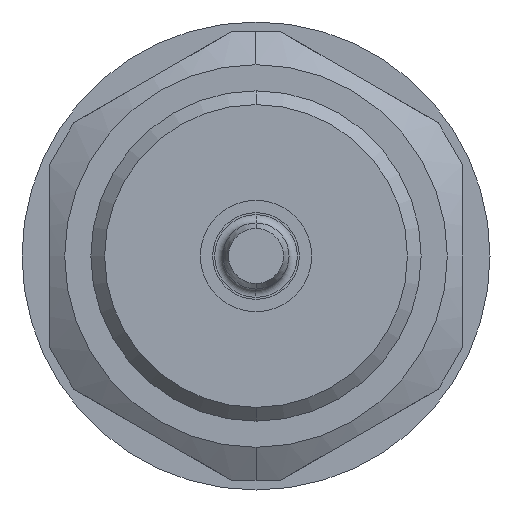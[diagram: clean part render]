
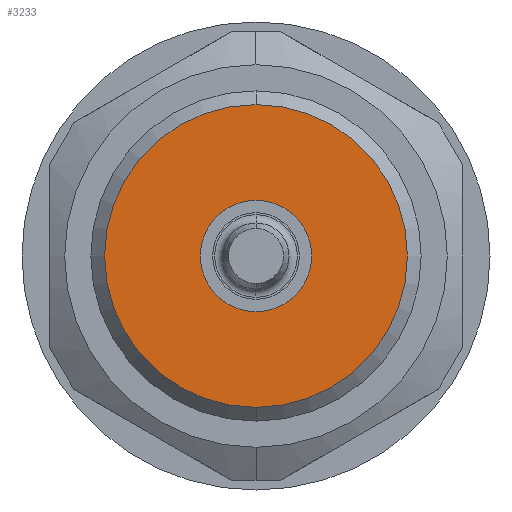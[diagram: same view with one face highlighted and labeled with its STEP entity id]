
A CAD part, front view. The second image highlights one B-rep face of the part: STEP entity #3233.
In plain terms, the highlighted planar face has unit normal (0, -1, 0).
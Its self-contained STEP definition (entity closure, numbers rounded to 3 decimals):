
#30=CARTESIAN_POINT('',(0.,-6.2,0.));
#31=DIRECTION('',(0.,1.,0.));
#32=DIRECTION('',(0.,0.,-1.));
#33=AXIS2_PLACEMENT_3D('',#30,#31,#32);
#35=CARTESIAN_POINT('',(0.,-6.2,0.));
#36=DIRECTION('',(0.,1.,0.));
#37=DIRECTION('',(0.,0.,1.));
#38=AXIS2_PLACEMENT_3D('',#35,#36,#37);
#60=CARTESIAN_POINT('',(0.,-6.2,0.));
#61=DIRECTION('',(0.,1.,0.));
#62=DIRECTION('',(0.,0.,-1.));
#63=AXIS2_PLACEMENT_3D('',#60,#61,#62);
#65=CARTESIAN_POINT('',(0.,-6.2,0.));
#66=DIRECTION('',(0.,1.,0.));
#67=DIRECTION('',(0.,0.,1.));
#68=AXIS2_PLACEMENT_3D('',#65,#66,#67);
#2765=CARTESIAN_POINT('',(0.,-6.2,-5.5));
#2766=CARTESIAN_POINT('',(0.,-6.2,5.5));
#2767=VERTEX_POINT('',#2765);
#2768=VERTEX_POINT('',#2766);
#2797=CARTESIAN_POINT('',(0.,-6.2,-2.025));
#2798=CARTESIAN_POINT('',(0.,-6.2,2.025));
#2799=VERTEX_POINT('',#2797);
#2800=VERTEX_POINT('',#2798);
#3216=CARTESIAN_POINT('',(0.,-6.2,0.));
#3217=DIRECTION('',(0.,1.,0.));
#3218=DIRECTION('',(0.,0.,-1.));
#3219=AXIS2_PLACEMENT_3D('',#3216,#3217,#3218);
#3220=PLANE('',#3219);
#3222=ORIENTED_EDGE('',*,*,#3221,.T.);
#3224=ORIENTED_EDGE('',*,*,#3223,.T.);
#3225=EDGE_LOOP('',(#3222,#3224));
#3226=FACE_OUTER_BOUND('',#3225,.F.);
#3228=ORIENTED_EDGE('',*,*,#3227,.F.);
#3230=ORIENTED_EDGE('',*,*,#3229,.F.);
#3231=EDGE_LOOP('',(#3228,#3230));
#3232=FACE_BOUND('',#3231,.F.);
#34=CIRCLE('',#33,5.5);
#39=CIRCLE('',#38,5.5);
#64=CIRCLE('',#63,2.025);
#69=CIRCLE('',#68,2.025);
#3221=EDGE_CURVE('',#2767,#2768,#34,.T.);
#3223=EDGE_CURVE('',#2768,#2767,#39,.T.);
#3227=EDGE_CURVE('',#2799,#2800,#64,.T.);
#3229=EDGE_CURVE('',#2800,#2799,#69,.T.);
#3233=ADVANCED_FACE('',(#3226,#3232),#3220,.F.);
